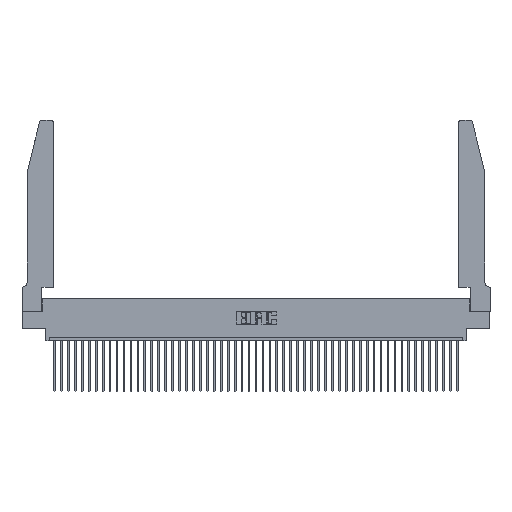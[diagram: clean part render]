
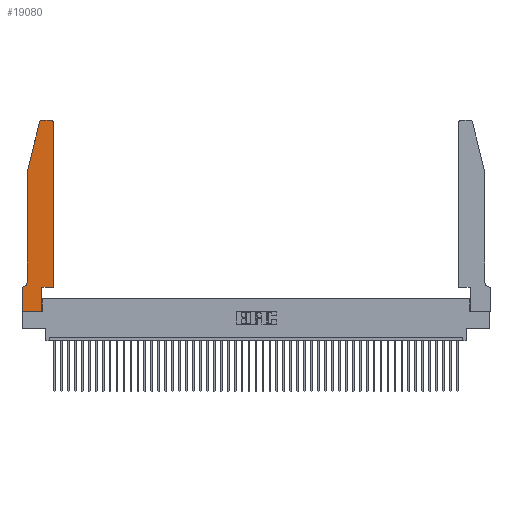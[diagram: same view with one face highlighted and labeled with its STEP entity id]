
A CAD part, top view. The second image highlights one B-rep face of the part: STEP entity #19080.
In plain terms, the highlighted planar face has unit normal (0, 0, 1).
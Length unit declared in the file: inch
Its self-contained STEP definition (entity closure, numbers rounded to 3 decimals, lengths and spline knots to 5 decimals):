
#124 = LINE ( 'NONE', #25922, #32985 ) ;
#130 = VERTEX_POINT ( 'NONE', #17411 ) ;
#167 = DIRECTION ( 'NONE',  ( 0., 0., -1. ) ) ;
#422 = DIRECTION ( 'NONE',  ( 0., -1., 0. ) ) ;
#737 = DIRECTION ( 'NONE',  ( 1., 0., 0. ) ) ;
#879 = DIRECTION ( 'NONE',  ( 1., 0., 0. ) ) ;
#1904 = VECTOR ( 'NONE', #15514, 39.37008 ) ;
#2000 = EDGE_LOOP ( 'NONE', ( #46817, #32760, #2205, #28824, #15801, #5027, #44163, #43022, #10616, #14283, #39991, #18479 ) ) ;
#2205 = ORIENTED_EDGE ( 'NONE', *, *, #36927, .T. ) ;
#2564 = VERTEX_POINT ( 'NONE', #12134 ) ;
#2871 = CARTESIAN_POINT ( 'NONE',  ( 0.0755, 0.42, 0.37 ) ) ;
#3097 = VECTOR ( 'NONE', #28426, 39.37008 ) ;
#3138 = EDGE_CURVE ( 'NONE', #33957, #3815, #31733, .T. ) ;
#3238 = CARTESIAN_POINT ( 'NONE',  ( 0.0755, 2., 0.37 ) ) ;
#3698 = VERTEX_POINT ( 'NONE', #9903 ) ;
#3815 = VERTEX_POINT ( 'NONE', #19054 ) ;
#4522 = CARTESIAN_POINT ( 'NONE',  ( 0.4505, 0.35, 0.37 ) ) ;
#4699 = CARTESIAN_POINT ( 'NONE',  ( 0.4205, 2.72, 0.37 ) ) ;
#4960 = CARTESIAN_POINT ( 'NONE',  ( 0., 0., 0.37 ) ) ;
#5027 = ORIENTED_EDGE ( 'NONE', *, *, #26107, .T. ) ;
#7314 = CARTESIAN_POINT ( 'NONE',  ( 0., 0., 0.37 ) ) ;
#8172 = CARTESIAN_POINT ( 'NONE',  ( 0.25487, 2.72718, 0.37 ) ) ;
#8231 = LINE ( 'NONE', #45969, #34868 ) ;
#9140 = DIRECTION ( 'NONE',  ( 1., 0., 0. ) ) ;
#9683 = AXIS2_PLACEMENT_3D ( 'NONE', #27954, #13668, #9713 ) ;
#9713 = DIRECTION ( 'NONE',  ( 1., 0., 0. ) ) ;
#9903 = CARTESIAN_POINT ( 'NONE',  ( 0.2865, 0.35, 0.37 ) ) ;
#10610 = EDGE_CURVE ( 'NONE', #27330, #42240, #43303, .T. ) ;
#10616 = ORIENTED_EDGE ( 'NONE', *, *, #18247, .T. ) ;
#11785 = CARTESIAN_POINT ( 'NONE',  ( 0.4205, 2.75, 0.37 ) ) ;
#12134 = CARTESIAN_POINT ( 'NONE',  ( 0., 0., 0.37 ) ) ;
#12226 = CARTESIAN_POINT ( 'NONE',  ( 0.4505, 0.35, 0.37 ) ) ;
#12396 = CARTESIAN_POINT ( 'NONE',  ( 0., 0.35, 0.37 ) ) ;
#13123 = FACE_OUTER_BOUND ( 'NONE', #2000, .T. ) ;
#13668 = DIRECTION ( 'NONE',  ( 0., 0., 1. ) ) ;
#13713 = EDGE_CURVE ( 'NONE', #14138, #25162, #37961, .T. ) ;
#14138 = VERTEX_POINT ( 'NONE', #43116 ) ;
#14283 = ORIENTED_EDGE ( 'NONE', *, *, #23560, .T. ) ;
#14491 = CARTESIAN_POINT ( 'NONE',  ( 0.0055, 0.42, 0.37 ) ) ;
#14864 = DIRECTION ( 'NONE',  ( 0., 0., 1. ) ) ;
#14872 = LINE ( 'NONE', #4960, #26811 ) ;
#15460 = VECTOR ( 'NONE', #879, 39.37008 ) ;
#15514 = DIRECTION ( 'NONE',  ( -1., 0., 0. ) ) ;
#15801 = ORIENTED_EDGE ( 'NONE', *, *, #3138, .T. ) ;
#17411 = CARTESIAN_POINT ( 'NONE',  ( 0.0755, 2., 0.37 ) ) ;
#17618 = LINE ( 'NONE', #3238, #36329 ) ;
#18247 = EDGE_CURVE ( 'NONE', #29166, #3698, #124, .T. ) ;
#18323 = AXIS2_PLACEMENT_3D ( 'NONE', #46621, #42840, #35658 ) ;
#18479 = ORIENTED_EDGE ( 'NONE', *, *, #10610, .T. ) ;
#18859 = VERTEX_POINT ( 'NONE', #37098 ) ;
#18902 = LINE ( 'NONE', #29155, #1904 ) ;
#19054 = CARTESIAN_POINT ( 'NONE',  ( 0.0055, 0.35, 0.37 ) ) ;
#19080 = ADVANCED_FACE ( 'NONE', ( #13123 ), #46329, .T. ) ;
#19518 = EDGE_CURVE ( 'NONE', #42240, #14138, #18902, .T. ) ;
#19563 = AXIS2_PLACEMENT_3D ( 'NONE', #14491, #167, #28757 ) ;
#19626 = DIRECTION ( 'NONE',  ( 0., 1., 0. ) ) ;
#20097 = DIRECTION ( 'NONE',  ( -1., 0., 0. ) ) ;
#20380 = VERTEX_POINT ( 'NONE', #12396 ) ;
#23560 = EDGE_CURVE ( 'NONE', #3698, #18859, #25149, .T. ) ;
#24516 = DIRECTION ( 'NONE',  ( -0.239, -0.971, 0. ) ) ;
#25149 = LINE ( 'NONE', #4522, #15460 ) ;
#25162 = VERTEX_POINT ( 'NONE', #8172 ) ;
#25792 = EDGE_CURVE ( 'NONE', #20380, #2564, #28133, .T. ) ;
#25922 = CARTESIAN_POINT ( 'NONE',  ( 0.2865, 0.35, 0.37 ) ) ;
#26107 = EDGE_CURVE ( 'NONE', #3815, #20380, #8231, .T. ) ;
#26811 = VECTOR ( 'NONE', #9140, 39.37008 ) ;
#27230 = EDGE_CURVE ( 'NONE', #130, #33957, #41685, .T. ) ;
#27278 = CARTESIAN_POINT ( 'NONE',  ( 0.2865, 0., 0.37 ) ) ;
#27330 = VERTEX_POINT ( 'NONE', #39348 ) ;
#27574 = VECTOR ( 'NONE', #422, 39.37008 ) ;
#27954 = CARTESIAN_POINT ( 'NONE',  ( 0., 0.35, 0.37 ) ) ;
#28133 = LINE ( 'NONE', #7314, #27574 ) ;
#28426 = DIRECTION ( 'NONE',  ( 0., -1., 0. ) ) ;
#28757 = DIRECTION ( 'NONE',  ( -1., 0., 0. ) ) ;
#28824 = ORIENTED_EDGE ( 'NONE', *, *, #27230, .T. ) ;
#29155 = CARTESIAN_POINT ( 'NONE',  ( 0.2605, 2.75, 0.37 ) ) ;
#29166 = VERTEX_POINT ( 'NONE', #27278 ) ;
#29700 = DIRECTION ( 'NONE',  ( 0., 1., 0. ) ) ;
#30497 = EDGE_CURVE ( 'NONE', #18859, #27330, #32749, .T. ) ;
#31733 = CIRCLE ( 'NONE', #19563, 0.07 ) ;
#32749 = LINE ( 'NONE', #12226, #41311 ) ;
#32760 = ORIENTED_EDGE ( 'NONE', *, *, #13713, .T. ) ;
#32985 = VECTOR ( 'NONE', #29700, 39.37008 ) ;
#33957 = VERTEX_POINT ( 'NONE', #2871 ) ;
#34868 = VECTOR ( 'NONE', #20097, 39.37008 ) ;
#35303 = AXIS2_PLACEMENT_3D ( 'NONE', #4699, #14864, #737 ) ;
#35658 = DIRECTION ( 'NONE',  ( 1., 0., 0. ) ) ;
#36145 = CARTESIAN_POINT ( 'NONE',  ( 0.0755, 2., 0.37 ) ) ;
#36329 = VECTOR ( 'NONE', #24516, 39.37008 ) ;
#36927 = EDGE_CURVE ( 'NONE', #25162, #130, #17618, .T. ) ;
#37098 = CARTESIAN_POINT ( 'NONE',  ( 0.4505, 0.35, 0.37 ) ) ;
#37961 = CIRCLE ( 'NONE', #18323, 0.03 ) ;
#39348 = CARTESIAN_POINT ( 'NONE',  ( 0.4505, 2.72, 0.37 ) ) ;
#39991 = ORIENTED_EDGE ( 'NONE', *, *, #30497, .T. ) ;
#41311 = VECTOR ( 'NONE', #19626, 39.37008 ) ;
#41685 = LINE ( 'NONE', #36145, #3097 ) ;
#42240 = VERTEX_POINT ( 'NONE', #11785 ) ;
#42840 = DIRECTION ( 'NONE',  ( 0., 0., 1. ) ) ;
#43022 = ORIENTED_EDGE ( 'NONE', *, *, #45789, .T. ) ;
#43116 = CARTESIAN_POINT ( 'NONE',  ( 0.284, 2.75, 0.37 ) ) ;
#43303 = CIRCLE ( 'NONE', #35303, 0.03 ) ;
#44163 = ORIENTED_EDGE ( 'NONE', *, *, #25792, .T. ) ;
#45789 = EDGE_CURVE ( 'NONE', #2564, #29166, #14872, .T. ) ;
#45969 = CARTESIAN_POINT ( 'NONE',  ( 0.0755, 0.35, 0.37 ) ) ;
#46329 = PLANE ( 'NONE',  #9683 ) ;
#46621 = CARTESIAN_POINT ( 'NONE',  ( 0.284, 2.72, 0.37 ) ) ;
#46817 = ORIENTED_EDGE ( 'NONE', *, *, #19518, .T. ) ;
